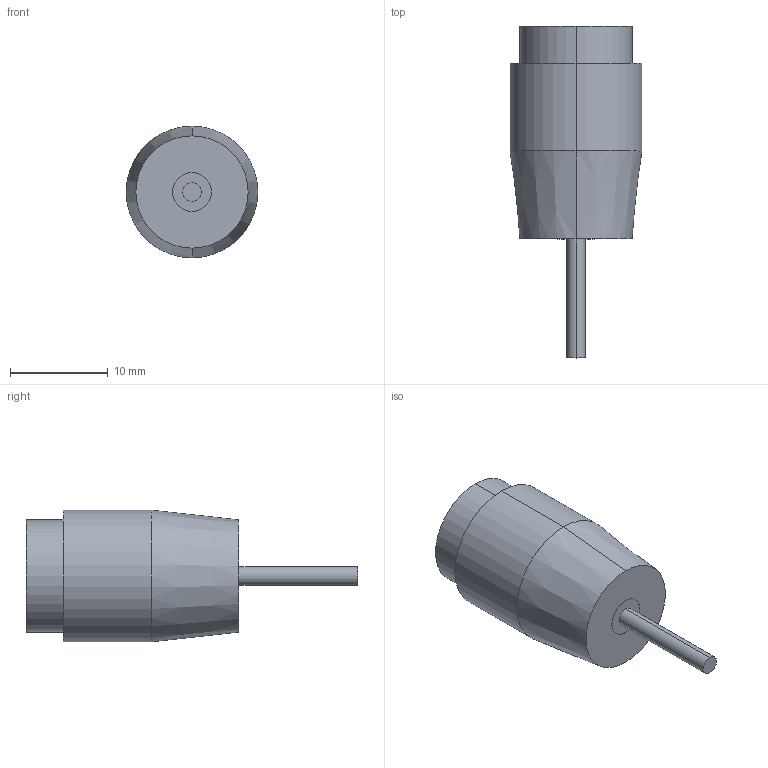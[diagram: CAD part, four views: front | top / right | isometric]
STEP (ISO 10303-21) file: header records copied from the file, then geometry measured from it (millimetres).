
FILE_DESCRIPTION (( 'STEP AP214' ), '1' );
FILE_NAME ('CT3149-X.stp', '2018-05-21T19:03:28', ( '' ), ( '' ), 'SwSTEP 2.0', 'SolidWorks 2016', '' );
FILE_SCHEMA (( 'AUTOMOTIVE_DESIGN' ));
Length unit declared in the file: millimetre
Products named in the file (1): CT3149-X
Bounding box: 13.5 x 34 x 13.5 mm (x, y, z)
Volume: 1721 mm3; surface area: 2419.7 mm2
Topology: 1 solids, 1 shells, 24 faces, 46 edges, 30 vertices
Faces by surface type: cylinder 14, plane 8, cone 2
Entity records: 900 total; most frequent: DIRECTION 126, CARTESIAN_POINT 101, ORIENTED_EDGE 92, AXIS2_PLACEMENT_3D 55, EDGE_CURVE 46, EDGE_LOOP 30, CIRCLE 30, VERTEX_POINT 30
